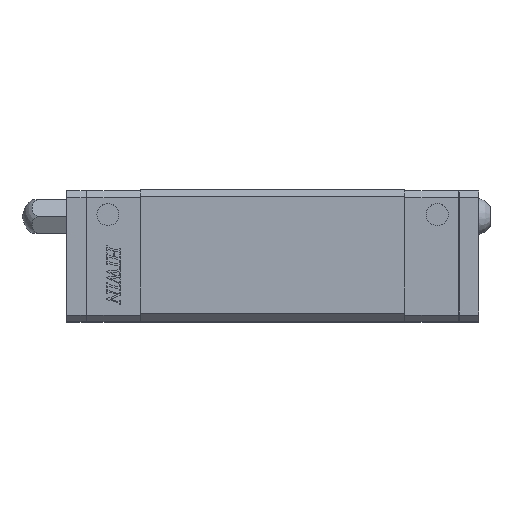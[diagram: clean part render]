
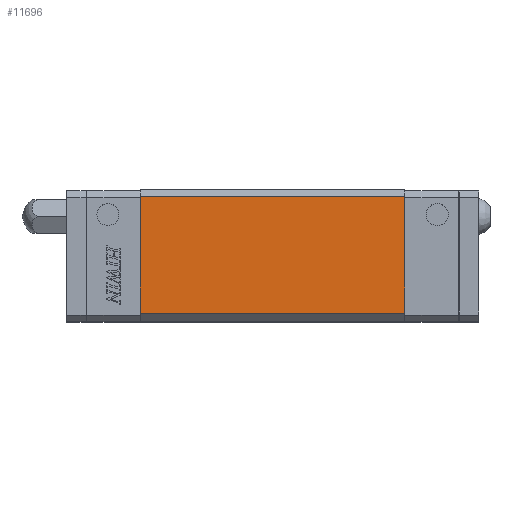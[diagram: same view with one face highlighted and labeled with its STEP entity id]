
A CAD part, top view. The second image highlights one B-rep face of the part: STEP entity #11696.
In plain terms, the highlighted face is planar.
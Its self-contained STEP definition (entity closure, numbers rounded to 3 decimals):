
#436=PLANE('',#12537);
#1026=FACE_OUTER_BOUND('',#1662,.T.);
#1662=EDGE_LOOP('',(#9992,#9993,#9994,#9995));
#2946=LINE('',#18180,#4394);
#2984=LINE('',#18264,#4432);
#3026=LINE('',#18358,#4474);
#3027=LINE('',#18360,#4475);
#4394=VECTOR('',#14645,17.4);
#4432=VECTOR('',#14693,17.4);
#4474=VECTOR('',#14807,39.4);
#4475=VECTOR('',#14810,39.4);
#5683=VERTEX_POINT('',#18177);
#5684=VERTEX_POINT('',#18179);
#5724=VERTEX_POINT('',#18261);
#5725=VERTEX_POINT('',#18263);
#7144=EDGE_CURVE('',#5684,#5683,#2946,.T.);
#7186=EDGE_CURVE('',#5724,#5725,#2984,.T.);
#7234=EDGE_CURVE('',#5724,#5684,#3026,.T.);
#7235=EDGE_CURVE('',#5683,#5725,#3027,.T.);
#9992=ORIENTED_EDGE('',*,*,#7234,.T.);
#9993=ORIENTED_EDGE('',*,*,#7144,.T.);
#9994=ORIENTED_EDGE('',*,*,#7235,.T.);
#9995=ORIENTED_EDGE('',*,*,#7186,.F.);
#11696=ADVANCED_FACE('',(#1026),#436,.T.);
#12537=AXIS2_PLACEMENT_3D('',#18359,#14808,#14809);
#14645=DIRECTION('',(0.,-1.,0.));
#14693=DIRECTION('',(0.,-1.,0.));
#14807=DIRECTION('',(0.,0.,-1.));
#14808=DIRECTION('center_axis',(-1.,0.,0.));
#14809=DIRECTION('ref_axis',(0.,-1.,0.));
#14810=DIRECTION('',(0.,0.,1.));
#18177=CARTESIAN_POINT('',(-17.,-9.4,-19.7));
#18179=CARTESIAN_POINT('',(-17.,8.,-19.7));
#18180=CARTESIAN_POINT('',(-17.,8.,-19.7));
#18261=CARTESIAN_POINT('',(-17.,8.,19.7));
#18263=CARTESIAN_POINT('',(-17.,-9.4,19.7));
#18264=CARTESIAN_POINT('',(-17.,8.,19.7));
#18358=CARTESIAN_POINT('',(-17.,8.,19.7));
#18359=CARTESIAN_POINT('Origin',(-17.,12.,-19.7));
#18360=CARTESIAN_POINT('',(-17.,-9.4,-19.7));
